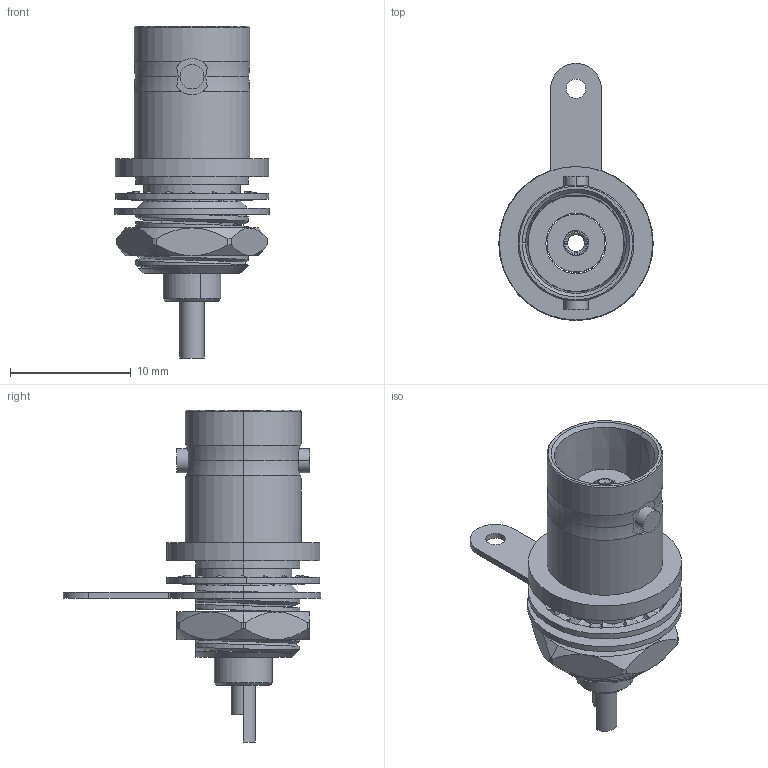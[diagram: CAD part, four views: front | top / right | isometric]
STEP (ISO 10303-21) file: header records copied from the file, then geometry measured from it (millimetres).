
FILE_DESCRIPTION (( 'STEP AP214' ), '1' );
FILE_NAME ('10-352-Q3.STEP', '2026-02-23T10:26:19', ( '' ), ( '' ), 'SwSTEP 2.0', 'SolidWorks 2025', '' );
FILE_SCHEMA (( 'AUTOMOTIVE_DESIGN' ));
Length unit declared in the file: millimetre
Products named in the file (1): 10-352-Q3
Bounding box: 12.8 x 21.3 x 27.5 mm (x, y, z)
Surface area: 1740 mm2 (no closed solid volume)
Topology: 0 solids, 8 shells, 215 faces, 733 edges, 498 vertices
Faces by surface type: bspline 67, cylinder 62, plane 44, cone 36, torus 6
Entity records: 11729 total; most frequent: CARTESIAN_POINT 6014, ORIENTED_EDGE 1178, DIRECTION 1023, EDGE_CURVE 733, VERTEX_POINT 498, AXIS2_PLACEMENT_3D 346, LINE 331, VECTOR 331
